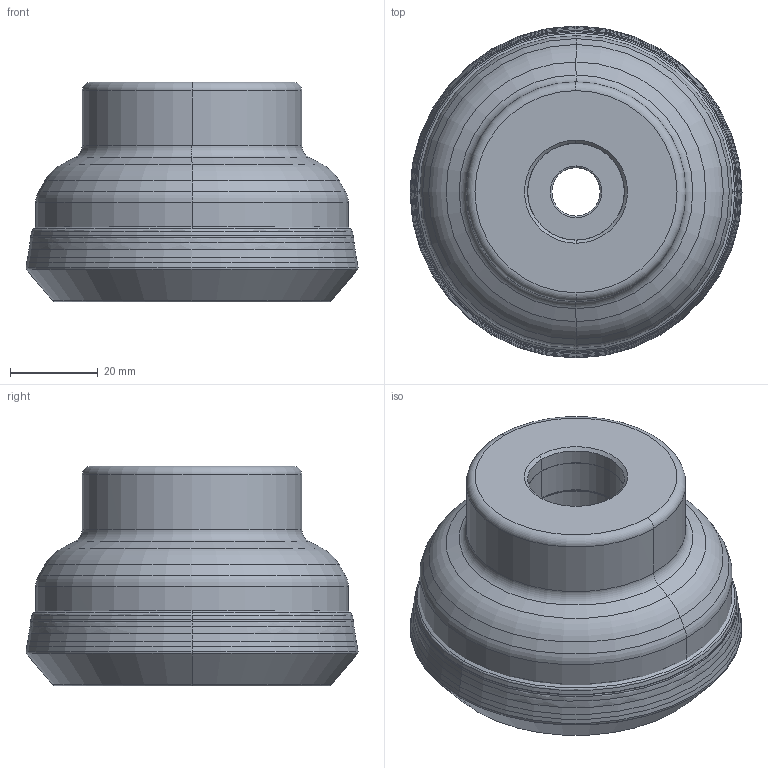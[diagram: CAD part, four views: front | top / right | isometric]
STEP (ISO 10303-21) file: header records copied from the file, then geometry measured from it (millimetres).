
FILE_DESCRIPTION(/* description */ (''),/* implementation_level */ '2;1');
FILE_NAME(/* name */ 'AHX640S-063A05AR_MR0_8.stp',/* time_stamp */ '2021-02-02T08:17:55+09:00',/* author */ (''),/* organization */ (''),/* preprocessor_version */ 'ST-DEVELOPER v16',/* originating_system */ 'SIEMENS PLM Software NX 10.0',/* authorisation */ '');
FILE_SCHEMA (('AUTOMOTIVE_DESIGN { 1 0 10303 214 3 1 1 1 }'));
Length unit declared in the file: millimetre
Products named in the file (1): AHX640S-063A05AR_MR0_8_ASM
Bounding box: 75.55 x 75.55 x 50 mm (x, y, z)
Volume: 186474.7 mm3; surface area: 29287.9 mm2
Topology: 2 solids, 2 shells, 207 faces, 533 edges, 407 vertices
Faces by surface type: torus 64, revolution 54, cone 38, bspline 30, cylinder 14, plane 7
Entity records: 7790 total; most frequent: CARTESIAN_POINT 2574, DIRECTION 1128, ORIENTED_EDGE 924, AXIS2_PLACEMENT_3D 506, EDGE_CURVE 462, CIRCLE 372, VERTEX_POINT 262, EDGE_LOOP 214
